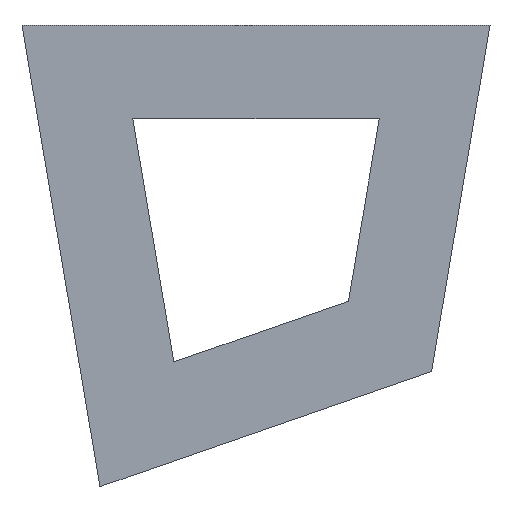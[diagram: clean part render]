
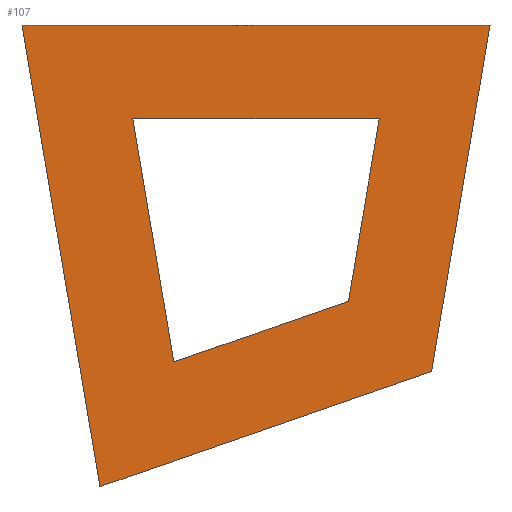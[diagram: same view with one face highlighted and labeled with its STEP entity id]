
A CAD part, front view. The second image highlights one B-rep face of the part: STEP entity #107.
In plain terms, the highlighted planar face has unit normal (0, -1, 0).
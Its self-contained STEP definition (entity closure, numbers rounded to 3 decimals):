
#8 = CARTESIAN_POINT ( 'NONE',  ( 0., 0., 0. ) ) ;
#11 = VECTOR ( 'NONE', #266, 1000. ) ;
#19 = EDGE_CURVE ( 'NONE', #75, #320, #185, .T. ) ;
#21 = VECTOR ( 'NONE', #30, 1000. ) ;
#27 = DIRECTION ( 'NONE',  ( -0.167, 0., -0.986 ) ) ;
#29 = EDGE_CURVE ( 'NONE', #253, #232, #61, .T. ) ;
#30 = DIRECTION ( 'NONE',  ( 1., 0., 0. ) ) ;
#33 = PLANE ( 'NONE',  #159 ) ;
#35 = DIRECTION ( 'NONE',  ( -0.945, 0., -0.328 ) ) ;
#37 = DIRECTION ( 'NONE',  ( -0.167, 0., 0.986 ) ) ;
#57 = VECTOR ( 'NONE', #27, 1000. ) ;
#58 = ORIENTED_EDGE ( 'NONE', *, *, #29, .T. ) ;
#61 = LINE ( 'NONE', #302, #57 ) ;
#75 = VERTEX_POINT ( 'NONE', #8 ) ;
#80 = VERTEX_POINT ( 'NONE', #83 ) ;
#83 = CARTESIAN_POINT ( 'NONE',  ( 11.831, 0., -10. ) ) ;
#87 = CARTESIAN_POINT ( 'NONE',  ( 43.751, 0., -36.988 ) ) ;
#89 = CARTESIAN_POINT ( 'NONE',  ( 34.876, 0., -29.486 ) ) ;
#92 = CARTESIAN_POINT ( 'NONE',  ( 0., 0., 0. ) ) ;
#98 = VERTEX_POINT ( 'NONE', #307 ) ;
#100 = VECTOR ( 'NONE', #267, 1000. ) ;
#101 = ORIENTED_EDGE ( 'NONE', *, *, #322, .T. ) ;
#102 = VECTOR ( 'NONE', #218, 1000. ) ;
#103 = EDGE_CURVE ( 'NONE', #255, #80, #289, .T. ) ;
#105 = VERTEX_POINT ( 'NONE', #167 ) ;
#107 = ADVANCED_FACE ( 'NONE', ( #292, #287 ), #33, .T. ) ;
#113 = LINE ( 'NONE', #89, #11 ) ;
#117 = CARTESIAN_POINT ( 'NONE',  ( 34.876, 0., -29.486 ) ) ;
#122 = ORIENTED_EDGE ( 'NONE', *, *, #103, .T. ) ;
#127 = ORIENTED_EDGE ( 'NONE', *, *, #19, .F. ) ;
#131 = CARTESIAN_POINT ( 'NONE',  ( 0., 0., 0. ) ) ;
#144 = CARTESIAN_POINT ( 'NONE',  ( 11.831, 0., -10. ) ) ;
#147 = EDGE_CURVE ( 'NONE', #232, #255, #113, .T. ) ;
#154 = EDGE_LOOP ( 'NONE', ( #158, #278, #276, #127 ) ) ;
#155 = ORIENTED_EDGE ( 'NONE', *, *, #147, .T. ) ;
#158 = ORIENTED_EDGE ( 'NONE', *, *, #245, .F. ) ;
#159 = AXIS2_PLACEMENT_3D ( 'NONE', #92, #196, #263 ) ;
#160 = VECTOR ( 'NONE', #314, 1000. ) ;
#166 = CARTESIAN_POINT ( 'NONE',  ( 16.219, 0., -35.972 ) ) ;
#167 = CARTESIAN_POINT ( 'NONE',  ( 43.751, 0., -36.988 ) ) ;
#175 = CARTESIAN_POINT ( 'NONE',  ( 38.169, 0., -10. ) ) ;
#176 = LINE ( 'NONE', #144, #102 ) ;
#180 = EDGE_CURVE ( 'NONE', #105, #98, #308, .T. ) ;
#183 = VECTOR ( 'NONE', #35, 1000. ) ;
#185 = LINE ( 'NONE', #131, #21 ) ;
#196 = DIRECTION ( 'NONE',  ( 0., -1., 0. ) ) ;
#199 = LINE ( 'NONE', #249, #100 ) ;
#218 = DIRECTION ( 'NONE',  ( 1., 0., 0. ) ) ;
#223 = EDGE_CURVE ( 'NONE', #320, #105, #199, .T. ) ;
#224 = LINE ( 'NONE', #296, #248 ) ;
#228 = EDGE_LOOP ( 'NONE', ( #58, #155, #122, #101 ) ) ;
#232 = VERTEX_POINT ( 'NONE', #117 ) ;
#245 = EDGE_CURVE ( 'NONE', #98, #75, #224, .T. ) ;
#248 = VECTOR ( 'NONE', #37, 1000. ) ;
#249 = CARTESIAN_POINT ( 'NONE',  ( 50., 0., 0. ) ) ;
#253 = VERTEX_POINT ( 'NONE', #175 ) ;
#255 = VERTEX_POINT ( 'NONE', #318 ) ;
#263 = DIRECTION ( 'NONE',  ( 0., 0., -1. ) ) ;
#266 = DIRECTION ( 'NONE',  ( -0.945, 0., -0.328 ) ) ;
#267 = DIRECTION ( 'NONE',  ( -0.167, 0., -0.986 ) ) ;
#272 = CARTESIAN_POINT ( 'NONE',  ( 50., 0., 0. ) ) ;
#276 = ORIENTED_EDGE ( 'NONE', *, *, #223, .F. ) ;
#278 = ORIENTED_EDGE ( 'NONE', *, *, #180, .F. ) ;
#287 = FACE_BOUND ( 'NONE', #228, .T. ) ;
#289 = LINE ( 'NONE', #166, #160 ) ;
#292 = FACE_OUTER_BOUND ( 'NONE', #154, .T. ) ;
#296 = CARTESIAN_POINT ( 'NONE',  ( 8.33, 0., -49.301 ) ) ;
#302 = CARTESIAN_POINT ( 'NONE',  ( 38.169, 0., -10. ) ) ;
#307 = CARTESIAN_POINT ( 'NONE',  ( 8.33, 0., -49.301 ) ) ;
#308 = LINE ( 'NONE', #87, #183 ) ;
#314 = DIRECTION ( 'NONE',  ( -0.167, 0., 0.986 ) ) ;
#318 = CARTESIAN_POINT ( 'NONE',  ( 16.219, 0., -35.972 ) ) ;
#320 = VERTEX_POINT ( 'NONE', #272 ) ;
#322 = EDGE_CURVE ( 'NONE', #80, #253, #176, .T. ) ;
